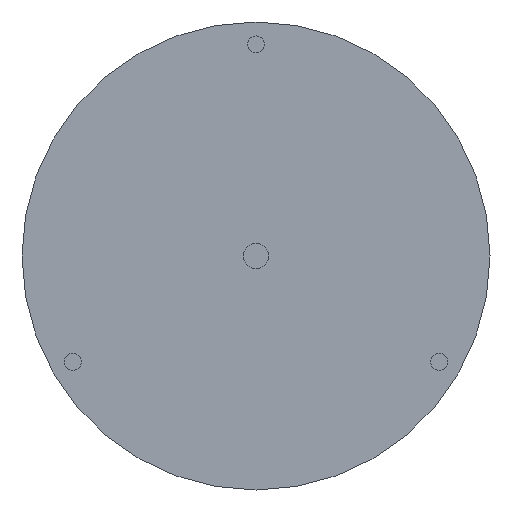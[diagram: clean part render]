
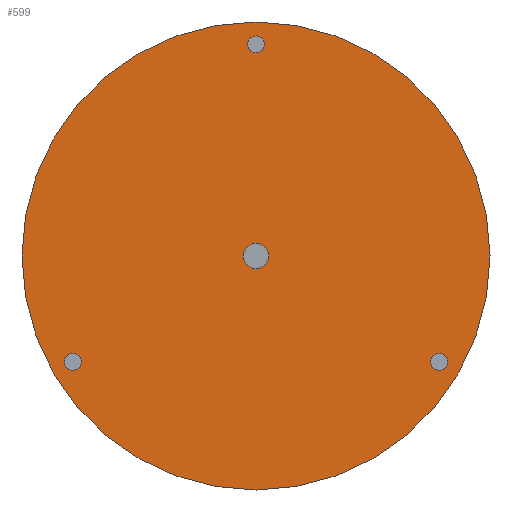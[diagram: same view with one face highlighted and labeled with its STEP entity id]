
A CAD part, front view. The second image highlights one B-rep face of the part: STEP entity #599.
In plain terms, the highlighted planar face has unit normal (0, -1, 0).
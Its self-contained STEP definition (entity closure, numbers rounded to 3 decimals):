
#7 = CIRCLE ( 'NONE', #675, 2. ) ;
#12 = EDGE_CURVE ( 'NONE', #907, #554, #493, .T. ) ;
#19 = PLANE ( 'NONE',  #266 ) ;
#34 = CARTESIAN_POINT ( 'NONE',  ( -43.474, 0., -27.1 ) ) ;
#37 = ORIENTED_EDGE ( 'NONE', *, *, #597, .F. ) ;
#40 = CARTESIAN_POINT ( 'NONE',  ( 0., 0., 0. ) ) ;
#44 = DIRECTION ( 'NONE',  ( 0., 1., 0. ) ) ;
#45 = CARTESIAN_POINT ( 'NONE',  ( 0., 0., 50.2 ) ) ;
#48 = EDGE_CURVE ( 'NONE', #126, #802, #312, .T. ) ;
#50 = CARTESIAN_POINT ( 'NONE',  ( 0., 0., 3. ) ) ;
#53 = AXIS2_PLACEMENT_3D ( 'NONE', #234, #314, #153 ) ;
#63 = CARTESIAN_POINT ( 'NONE',  ( -43.474, 0., -25.1 ) ) ;
#106 = CARTESIAN_POINT ( 'NONE',  ( 0., 0., 0. ) ) ;
#122 = DIRECTION ( 'NONE',  ( 0., 0., -1. ) ) ;
#126 = VERTEX_POINT ( 'NONE', #50 ) ;
#129 = AXIS2_PLACEMENT_3D ( 'NONE', #233, #173, #329 ) ;
#153 = DIRECTION ( 'NONE',  ( 0., 0., 1. ) ) ;
#165 = CARTESIAN_POINT ( 'NONE',  ( 0., 0., -55.5 ) ) ;
#173 = DIRECTION ( 'NONE',  ( 0., 1., 0. ) ) ;
#202 = EDGE_CURVE ( 'NONE', #502, #831, #930, .T. ) ;
#217 = EDGE_LOOP ( 'NONE', ( #539, #37 ) ) ;
#233 = CARTESIAN_POINT ( 'NONE',  ( 0., 0., 0. ) ) ;
#234 = CARTESIAN_POINT ( 'NONE',  ( 0., 0., 0. ) ) ;
#235 = EDGE_CURVE ( 'NONE', #831, #502, #387, .T. ) ;
#254 = AXIS2_PLACEMENT_3D ( 'NONE', #507, #342, #659 ) ;
#266 = AXIS2_PLACEMENT_3D ( 'NONE', #106, #339, #898 ) ;
#268 = ORIENTED_EDGE ( 'NONE', *, *, #202, .F. ) ;
#271 = CIRCLE ( 'NONE', #254, 2. ) ;
#274 = AXIS2_PLACEMENT_3D ( 'NONE', #45, #744, #122 ) ;
#277 = EDGE_CURVE ( 'NONE', #334, #602, #548, .T. ) ;
#279 = CARTESIAN_POINT ( 'NONE',  ( 0., 0., 50.2 ) ) ;
#284 = CARTESIAN_POINT ( 'NONE',  ( 0., 0., -3. ) ) ;
#287 = CARTESIAN_POINT ( 'NONE',  ( 43.474, 0., -27.1 ) ) ;
#302 = VERTEX_POINT ( 'NONE', #942 ) ;
#312 = CIRCLE ( 'NONE', #325, 3. ) ;
#314 = DIRECTION ( 'NONE',  ( 0., -1., 0. ) ) ;
#320 = ORIENTED_EDGE ( 'NONE', *, *, #520, .F. ) ;
#325 = AXIS2_PLACEMENT_3D ( 'NONE', #630, #660, #505 ) ;
#329 = DIRECTION ( 'NONE',  ( 0., 0., 1. ) ) ;
#331 = CIRCLE ( 'NONE', #997, 55.5 ) ;
#334 = VERTEX_POINT ( 'NONE', #772 ) ;
#339 = DIRECTION ( 'NONE',  ( 0., 1., 0. ) ) ;
#342 = DIRECTION ( 'NONE',  ( 0., -1., 0. ) ) ;
#348 = EDGE_CURVE ( 'NONE', #957, #302, #447, .T. ) ;
#349 = EDGE_LOOP ( 'NONE', ( #381, #759 ) ) ;
#368 = FACE_BOUND ( 'NONE', #402, .T. ) ;
#378 = ORIENTED_EDGE ( 'NONE', *, *, #48, .F. ) ;
#381 = ORIENTED_EDGE ( 'NONE', *, *, #770, .F. ) ;
#387 = CIRCLE ( 'NONE', #274, 2. ) ;
#390 = FACE_BOUND ( 'NONE', #217, .T. ) ;
#400 = CIRCLE ( 'NONE', #53, 3. ) ;
#402 = EDGE_LOOP ( 'NONE', ( #268, #578 ) ) ;
#404 = EDGE_LOOP ( 'NONE', ( #378, #1017 ) ) ;
#447 = CIRCLE ( 'NONE', #604, 2. ) ;
#462 = EDGE_CURVE ( 'NONE', #802, #126, #400, .T. ) ;
#493 = CIRCLE ( 'NONE', #129, 55.5 ) ;
#502 = VERTEX_POINT ( 'NONE', #808 ) ;
#505 = DIRECTION ( 'NONE',  ( 0., 0., 1. ) ) ;
#507 = CARTESIAN_POINT ( 'NONE',  ( 43.474, 0., -25.1 ) ) ;
#509 = DIRECTION ( 'NONE',  ( 0., 0., 1. ) ) ;
#520 = EDGE_CURVE ( 'NONE', #602, #334, #7, .T. ) ;
#532 = DIRECTION ( 'NONE',  ( 0., -1., 0. ) ) ;
#539 = ORIENTED_EDGE ( 'NONE', *, *, #348, .F. ) ;
#541 = CARTESIAN_POINT ( 'NONE',  ( 0., 0., 55.5 ) ) ;
#548 = CIRCLE ( 'NONE', #819, 2. ) ;
#554 = VERTEX_POINT ( 'NONE', #165 ) ;
#557 = DIRECTION ( 'NONE',  ( 0., 0., -1. ) ) ;
#567 = DIRECTION ( 'NONE',  ( 0., -1., 0. ) ) ;
#578 = ORIENTED_EDGE ( 'NONE', *, *, #235, .F. ) ;
#597 = EDGE_CURVE ( 'NONE', #302, #957, #271, .T. ) ;
#599 = ADVANCED_FACE ( 'NONE', ( #603, #368, #390, #947, #979 ), #19, .F. ) ;
#602 = VERTEX_POINT ( 'NONE', #34 ) ;
#603 = FACE_BOUND ( 'NONE', #404, .T. ) ;
#604 = AXIS2_PLACEMENT_3D ( 'NONE', #768, #757, #854 ) ;
#622 = AXIS2_PLACEMENT_3D ( 'NONE', #279, #755, #832 ) ;
#630 = CARTESIAN_POINT ( 'NONE',  ( 0., 0., 0. ) ) ;
#643 = CARTESIAN_POINT ( 'NONE',  ( -43.474, 0., -25.1 ) ) ;
#659 = DIRECTION ( 'NONE',  ( 0., 0., -1. ) ) ;
#660 = DIRECTION ( 'NONE',  ( 0., -1., 0. ) ) ;
#675 = AXIS2_PLACEMENT_3D ( 'NONE', #643, #567, #557 ) ;
#700 = EDGE_LOOP ( 'NONE', ( #320, #968 ) ) ;
#744 = DIRECTION ( 'NONE',  ( 0., -1., 0. ) ) ;
#755 = DIRECTION ( 'NONE',  ( 0., -1., 0. ) ) ;
#757 = DIRECTION ( 'NONE',  ( 0., -1., 0. ) ) ;
#759 = ORIENTED_EDGE ( 'NONE', *, *, #12, .F. ) ;
#768 = CARTESIAN_POINT ( 'NONE',  ( 43.474, 0., -25.1 ) ) ;
#770 = EDGE_CURVE ( 'NONE', #554, #907, #331, .T. ) ;
#772 = CARTESIAN_POINT ( 'NONE',  ( -43.474, 0., -23.1 ) ) ;
#802 = VERTEX_POINT ( 'NONE', #284 ) ;
#808 = CARTESIAN_POINT ( 'NONE',  ( 0., 0., 48.2 ) ) ;
#819 = AXIS2_PLACEMENT_3D ( 'NONE', #63, #532, #937 ) ;
#831 = VERTEX_POINT ( 'NONE', #919 ) ;
#832 = DIRECTION ( 'NONE',  ( 0., 0., -1. ) ) ;
#854 = DIRECTION ( 'NONE',  ( 0., 0., -1. ) ) ;
#898 = DIRECTION ( 'NONE',  ( 0., 0., 1. ) ) ;
#907 = VERTEX_POINT ( 'NONE', #541 ) ;
#919 = CARTESIAN_POINT ( 'NONE',  ( 0., 0., 52.2 ) ) ;
#930 = CIRCLE ( 'NONE', #622, 2. ) ;
#937 = DIRECTION ( 'NONE',  ( 0., 0., -1. ) ) ;
#942 = CARTESIAN_POINT ( 'NONE',  ( 43.474, 0., -23.1 ) ) ;
#947 = FACE_BOUND ( 'NONE', #700, .T. ) ;
#957 = VERTEX_POINT ( 'NONE', #287 ) ;
#968 = ORIENTED_EDGE ( 'NONE', *, *, #277, .F. ) ;
#979 = FACE_OUTER_BOUND ( 'NONE', #349, .T. ) ;
#997 = AXIS2_PLACEMENT_3D ( 'NONE', #40, #44, #509 ) ;
#1017 = ORIENTED_EDGE ( 'NONE', *, *, #462, .F. ) ;
